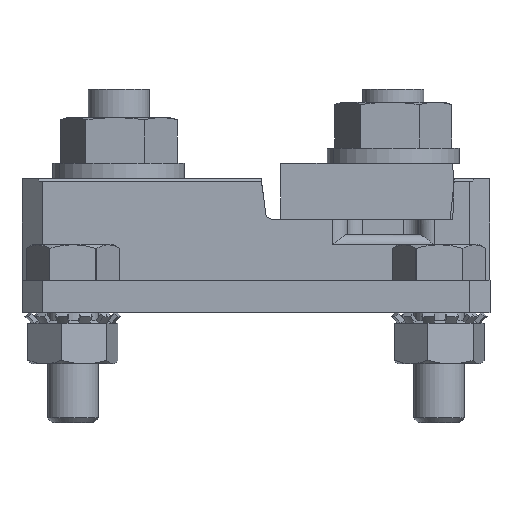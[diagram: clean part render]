
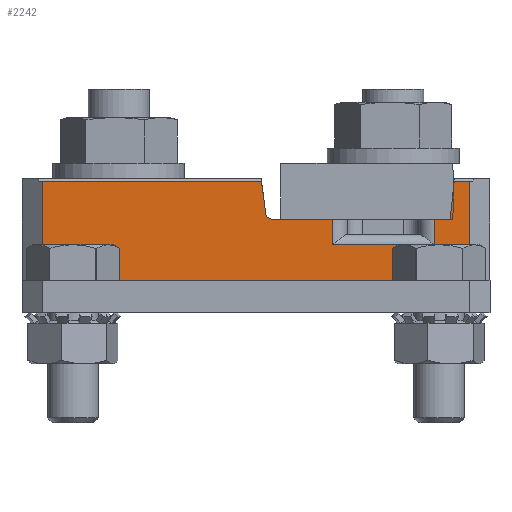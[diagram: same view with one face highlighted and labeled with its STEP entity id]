
A CAD part, front view. The second image highlights one B-rep face of the part: STEP entity #2242.
In plain terms, the highlighted planar face has unit normal (0, -1, 0).
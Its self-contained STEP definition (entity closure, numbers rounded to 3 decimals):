
#73 = VERTEX_POINT ( 'NONE', #4332 ) ;
#89 = VERTEX_POINT ( 'NONE', #5936 ) ;
#188 = ORIENTED_EDGE ( 'NONE', *, *, #3176, .T. ) ;
#365 = PLANE ( 'NONE',  #8088 ) ;
#454 = CARTESIAN_POINT ( 'NONE',  ( 7.5, -9., 6. ) ) ;
#479 = VERTEX_POINT ( 'NONE', #4091 ) ;
#517 = CARTESIAN_POINT ( 'NONE',  ( 21., -9., 10. ) ) ;
#610 = VECTOR ( 'NONE', #2044, 1000. ) ;
#657 = CARTESIAN_POINT ( 'NONE',  ( 7.5, -9., 3.5 ) ) ;
#666 = CARTESIAN_POINT ( 'NONE',  ( 7.5, -9., 3.5 ) ) ;
#835 = CARTESIAN_POINT ( 'NONE',  ( -21., -9., 10. ) ) ;
#980 = EDGE_CURVE ( 'NONE', #89, #3563, #5848, .T. ) ;
#1179 = VERTEX_POINT ( 'NONE', #5890 ) ;
#1185 = DIRECTION ( 'NONE',  ( 0., 0., 1. ) ) ;
#1214 = LINE ( 'NONE', #5777, #8054 ) ;
#1232 = CARTESIAN_POINT ( 'NONE',  ( 19.08, -9., 6. ) ) ;
#1408 = EDGE_CURVE ( 'NONE', #6213, #479, #6973, .T. ) ;
#1461 = EDGE_LOOP ( 'NONE', ( #7204, #3711, #4309, #7656, #5167, #5026, #3481, #188, #6610, #6253, #2491, #5601, #4300 ) ) ;
#1468 = LINE ( 'NONE', #835, #5834 ) ;
#1590 = LINE ( 'NONE', #3076, #3956 ) ;
#1899 = DIRECTION ( 'NONE',  ( 0., 0., 1. ) ) ;
#1965 = VECTOR ( 'NONE', #1185, 1000. ) ;
#2044 = DIRECTION ( 'NONE',  ( -1., 0., 0. ) ) ;
#2207 = DIRECTION ( 'NONE',  ( 0., 0., 1. ) ) ;
#2215 = LINE ( 'NONE', #6986, #5543 ) ;
#2242 = ADVANCED_FACE ( 'NONE', ( #6116 ), #365, .F. ) ;
#2258 = VECTOR ( 'NONE', #4185, 1000. ) ;
#2262 = CARTESIAN_POINT ( 'NONE',  ( 1., -9., 6.289 ) ) ;
#2338 = EDGE_CURVE ( 'NONE', #3023, #6213, #2567, .T. ) ;
#2353 = EDGE_CURVE ( 'NONE', #1179, #73, #6957, .T. ) ;
#2482 = CARTESIAN_POINT ( 'NONE',  ( 1.5, -9., 6. ) ) ;
#2491 = ORIENTED_EDGE ( 'NONE', *, *, #3326, .T. ) ;
#2567 = LINE ( 'NONE', #2482, #3684 ) ;
#2836 = VERTEX_POINT ( 'NONE', #6008 ) ;
#2841 = VECTOR ( 'NONE', #5840, 1000. ) ;
#2945 = CARTESIAN_POINT ( 'NONE',  ( -23., -9., 10. ) ) ;
#3007 = EDGE_CURVE ( 'NONE', #73, #7436, #6880, .T. ) ;
#3023 = VERTEX_POINT ( 'NONE', #5710 ) ;
#3074 = DIRECTION ( 'NONE',  ( 1., 0., 0. ) ) ;
#3076 = CARTESIAN_POINT ( 'NONE',  ( 23., -9., 9.75 ) ) ;
#3176 = EDGE_CURVE ( 'NONE', #7791, #1179, #1468, .T. ) ;
#3198 = DIRECTION ( 'NONE',  ( 1., 0., 0. ) ) ;
#3326 = EDGE_CURVE ( 'NONE', #7436, #479, #1590, .T. ) ;
#3397 = DIRECTION ( 'NONE',  ( 0., 0., -1. ) ) ;
#3481 = ORIENTED_EDGE ( 'NONE', *, *, #6977, .T. ) ;
#3493 = CARTESIAN_POINT ( 'NONE',  ( 17.5, -9., 10. ) ) ;
#3543 = CARTESIAN_POINT ( 'NONE',  ( 21., -9., 9.75 ) ) ;
#3563 = VERTEX_POINT ( 'NONE', #666 ) ;
#3684 = VECTOR ( 'NONE', #3198, 1000. ) ;
#3711 = ORIENTED_EDGE ( 'NONE', *, *, #980, .T. ) ;
#3732 = CARTESIAN_POINT ( 'NONE',  ( 1.5, -9., 6. ) ) ;
#3828 = VERTEX_POINT ( 'NONE', #2262 ) ;
#3857 = EDGE_CURVE ( 'NONE', #6070, #3828, #2215, .T. ) ;
#3874 = CARTESIAN_POINT ( 'NONE',  ( 19.08, -9., 6. ) ) ;
#3956 = VECTOR ( 'NONE', #6740, 1000. ) ;
#4091 = CARTESIAN_POINT ( 'NONE',  ( 19.474, -9., 9.75 ) ) ;
#4113 = EDGE_CURVE ( 'NONE', #3563, #5733, #4254, .T. ) ;
#4185 = DIRECTION ( 'NONE',  ( -1., 0., 0. ) ) ;
#4231 = CARTESIAN_POINT ( 'NONE',  ( 23., -9., 9.75 ) ) ;
#4254 = LINE ( 'NONE', #4876, #7825 ) ;
#4300 = ORIENTED_EDGE ( 'NONE', *, *, #2338, .F. ) ;
#4309 = ORIENTED_EDGE ( 'NONE', *, *, #4113, .T. ) ;
#4316 = LINE ( 'NONE', #4231, #2258 ) ;
#4332 = CARTESIAN_POINT ( 'NONE',  ( 21., -9., 0. ) ) ;
#4472 = DIRECTION ( 'NONE',  ( 0.134, 0., -0.991 ) ) ;
#4478 = CARTESIAN_POINT ( 'NONE',  ( -23., -9., 0. ) ) ;
#4876 = CARTESIAN_POINT ( 'NONE',  ( 7.5, -9., 10. ) ) ;
#5026 = ORIENTED_EDGE ( 'NONE', *, *, #3857, .F. ) ;
#5031 = DIRECTION ( 'NONE',  ( 0.866, 0., -0.5 ) ) ;
#5167 = ORIENTED_EDGE ( 'NONE', *, *, #7183, .F. ) ;
#5417 = DIRECTION ( 'NONE',  ( 0., 0., -1. ) ) ;
#5510 = VECTOR ( 'NONE', #7702, 1000. ) ;
#5539 = LINE ( 'NONE', #3493, #6064 ) ;
#5543 = VECTOR ( 'NONE', #4472, 1000. ) ;
#5583 = CARTESIAN_POINT ( 'NONE',  ( 0.534, -9., 9.75 ) ) ;
#5601 = ORIENTED_EDGE ( 'NONE', *, *, #1408, .F. ) ;
#5710 = CARTESIAN_POINT ( 'NONE',  ( 17.5, -9., 6. ) ) ;
#5733 = VERTEX_POINT ( 'NONE', #454 ) ;
#5740 = LINE ( 'NONE', #3732, #5510 ) ;
#5777 = CARTESIAN_POINT ( 'NONE',  ( 1., -9., 6.289 ) ) ;
#5834 = VECTOR ( 'NONE', #3397, 1000. ) ;
#5840 = DIRECTION ( 'NONE',  ( 0.105, 0., 0.995 ) ) ;
#5848 = LINE ( 'NONE', #657, #610 ) ;
#5890 = CARTESIAN_POINT ( 'NONE',  ( -21., -9., 0. ) ) ;
#5936 = CARTESIAN_POINT ( 'NONE',  ( 17.5, -9., 3.5 ) ) ;
#5975 = CARTESIAN_POINT ( 'NONE',  ( -21., -9., 9.75 ) ) ;
#6008 = CARTESIAN_POINT ( 'NONE',  ( 1.5, -9., 6. ) ) ;
#6064 = VECTOR ( 'NONE', #5417, 1000. ) ;
#6070 = VERTEX_POINT ( 'NONE', #5583 ) ;
#6116 = FACE_OUTER_BOUND ( 'NONE', #1461, .T. ) ;
#6213 = VERTEX_POINT ( 'NONE', #3874 ) ;
#6253 = ORIENTED_EDGE ( 'NONE', *, *, #3007, .T. ) ;
#6610 = ORIENTED_EDGE ( 'NONE', *, *, #2353, .T. ) ;
#6740 = DIRECTION ( 'NONE',  ( -1., 0., 0. ) ) ;
#6880 = LINE ( 'NONE', #517, #1965 ) ;
#6957 = LINE ( 'NONE', #4478, #7820 ) ;
#6973 = LINE ( 'NONE', #1232, #2841 ) ;
#6977 = EDGE_CURVE ( 'NONE', #6070, #7791, #4316, .T. ) ;
#6986 = CARTESIAN_POINT ( 'NONE',  ( 0.5, -9., 10. ) ) ;
#7152 = EDGE_CURVE ( 'NONE', #2836, #5733, #5740, .T. ) ;
#7183 = EDGE_CURVE ( 'NONE', #3828, #2836, #1214, .T. ) ;
#7204 = ORIENTED_EDGE ( 'NONE', *, *, #7931, .T. ) ;
#7436 = VERTEX_POINT ( 'NONE', #3543 ) ;
#7656 = ORIENTED_EDGE ( 'NONE', *, *, #7152, .F. ) ;
#7702 = DIRECTION ( 'NONE',  ( 1., 0., 0. ) ) ;
#7791 = VERTEX_POINT ( 'NONE', #5975 ) ;
#7820 = VECTOR ( 'NONE', #3074, 1000. ) ;
#7825 = VECTOR ( 'NONE', #2207, 1000. ) ;
#7931 = EDGE_CURVE ( 'NONE', #3023, #89, #5539, .T. ) ;
#8033 = DIRECTION ( 'NONE',  ( 0., 1., 0. ) ) ;
#8054 = VECTOR ( 'NONE', #5031, 1000. ) ;
#8088 = AXIS2_PLACEMENT_3D ( 'NONE', #2945, #8033, #1899 ) ;
